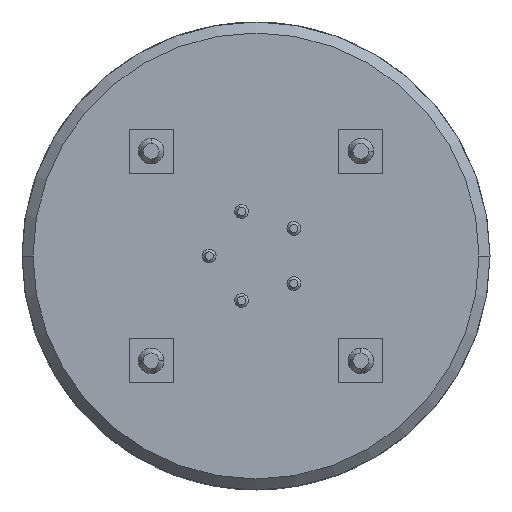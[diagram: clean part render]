
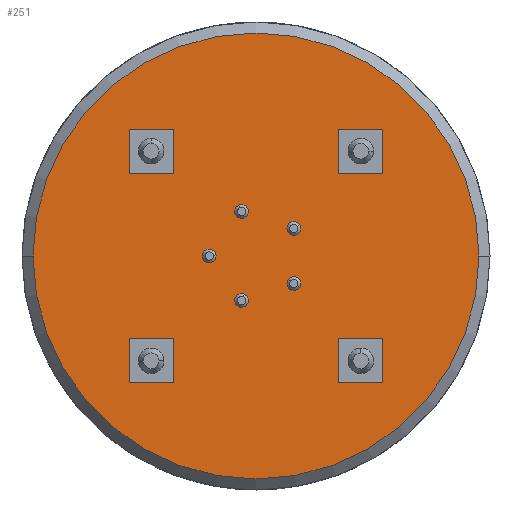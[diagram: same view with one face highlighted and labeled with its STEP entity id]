
A CAD part, left-side view. The second image highlights one B-rep face of the part: STEP entity #251.
In plain terms, the highlighted planar face has unit normal (-1, 0, 0).
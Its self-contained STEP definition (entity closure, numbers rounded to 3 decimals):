
#251=ADVANCED_FACE('',(#570,#571,#572,#573,#574,#575,#576,#577,#578,#579),#580,.T.);
#570=FACE_OUTER_BOUND('',#973,.T.);
#571=FACE_BOUND('',#974,.T.);
#572=FACE_BOUND('',#975,.T.);
#573=FACE_BOUND('',#976,.T.);
#574=FACE_BOUND('',#977,.T.);
#575=FACE_BOUND('',#978,.T.);
#576=FACE_BOUND('',#979,.T.);
#577=FACE_BOUND('',#980,.T.);
#578=FACE_BOUND('',#981,.T.);
#579=FACE_BOUND('',#982,.T.);
#580=PLANE('',#983);
#973=EDGE_LOOP('',(#1635,#1636));
#974=EDGE_LOOP('',(#1637,#1638));
#975=EDGE_LOOP('',(#1639,#1640));
#976=EDGE_LOOP('',(#1641,#1642));
#977=EDGE_LOOP('',(#1643,#1644));
#978=EDGE_LOOP('',(#1645,#1646));
#979=EDGE_LOOP('',(#1647,#1648,#1649,#1650));
#980=EDGE_LOOP('',(#1651,#1652,#1653,#1654));
#981=EDGE_LOOP('',(#1655,#1656,#1657,#1658));
#982=EDGE_LOOP('',(#1659,#1660,#1661,#1662));
#983=AXIS2_PLACEMENT_3D('',#1663,#1664,#1665);
#1635=ORIENTED_EDGE('',*,*,#2357,.F.);
#1636=ORIENTED_EDGE('',*,*,#2453,.F.);
#1637=ORIENTED_EDGE('',*,*,#2285,.F.);
#1638=ORIENTED_EDGE('',*,*,#2455,.F.);
#1639=ORIENTED_EDGE('',*,*,#2295,.F.);
#1640=ORIENTED_EDGE('',*,*,#2456,.F.);
#1641=ORIENTED_EDGE('',*,*,#2305,.F.);
#1642=ORIENTED_EDGE('',*,*,#2457,.F.);
#1643=ORIENTED_EDGE('',*,*,#2315,.F.);
#1644=ORIENTED_EDGE('',*,*,#2458,.F.);
#1645=ORIENTED_EDGE('',*,*,#2325,.F.);
#1646=ORIENTED_EDGE('',*,*,#2459,.F.);
#1647=ORIENTED_EDGE('',*,*,#2460,.T.);
#1648=ORIENTED_EDGE('',*,*,#2461,.T.);
#1649=ORIENTED_EDGE('',*,*,#2462,.T.);
#1650=ORIENTED_EDGE('',*,*,#2463,.T.);
#1651=ORIENTED_EDGE('',*,*,#2464,.T.);
#1652=ORIENTED_EDGE('',*,*,#2465,.T.);
#1653=ORIENTED_EDGE('',*,*,#2466,.T.);
#1654=ORIENTED_EDGE('',*,*,#2467,.T.);
#1655=ORIENTED_EDGE('',*,*,#2468,.T.);
#1656=ORIENTED_EDGE('',*,*,#2469,.T.);
#1657=ORIENTED_EDGE('',*,*,#2470,.T.);
#1658=ORIENTED_EDGE('',*,*,#2471,.T.);
#1659=ORIENTED_EDGE('',*,*,#2472,.T.);
#1660=ORIENTED_EDGE('',*,*,#2473,.T.);
#1661=ORIENTED_EDGE('',*,*,#2474,.T.);
#1662=ORIENTED_EDGE('',*,*,#2475,.T.);
#1663=CARTESIAN_POINT('',(-16.5,8.1,0.0));
#1664=DIRECTION('',(-1.0,0.,0.0));
#1665=DIRECTION('',(0.,1.0,0.0));
#2285=EDGE_CURVE('',#2703,#2699,#2705,.T.);
#2295=EDGE_CURVE('',#2719,#2715,#2721,.T.);
#2305=EDGE_CURVE('',#2735,#2731,#2737,.T.);
#2315=EDGE_CURVE('',#2751,#2747,#2753,.T.);
#2325=EDGE_CURVE('',#2767,#2763,#2769,.T.);
#2357=EDGE_CURVE('',#2820,#2823,#2824,.T.);
#2453=EDGE_CURVE('',#2823,#2820,#2960,.T.);
#2455=EDGE_CURVE('',#2699,#2703,#2962,.T.);
#2456=EDGE_CURVE('',#2715,#2719,#2963,.T.);
#2457=EDGE_CURVE('',#2731,#2735,#2964,.T.);
#2458=EDGE_CURVE('',#2747,#2751,#2965,.T.);
#2459=EDGE_CURVE('',#2763,#2767,#2966,.T.);
#2460=EDGE_CURVE('',#2967,#2968,#2969,.T.);
#2461=EDGE_CURVE('',#2968,#2970,#2971,.T.);
#2462=EDGE_CURVE('',#2970,#2972,#2973,.T.);
#2463=EDGE_CURVE('',#2972,#2967,#2974,.T.);
#2464=EDGE_CURVE('',#2975,#2976,#2977,.T.);
#2465=EDGE_CURVE('',#2976,#2978,#2979,.T.);
#2466=EDGE_CURVE('',#2978,#2980,#2981,.T.);
#2467=EDGE_CURVE('',#2980,#2975,#2982,.T.);
#2468=EDGE_CURVE('',#2983,#2984,#2985,.T.);
#2469=EDGE_CURVE('',#2984,#2986,#2987,.T.);
#2470=EDGE_CURVE('',#2986,#2988,#2989,.T.);
#2471=EDGE_CURVE('',#2988,#2983,#2990,.T.);
#2472=EDGE_CURVE('',#2991,#2992,#2993,.T.);
#2473=EDGE_CURVE('',#2992,#2994,#2995,.T.);
#2474=EDGE_CURVE('',#2994,#2996,#2997,.T.);
#2475=EDGE_CURVE('',#2996,#2991,#2998,.T.);
#2699=VERTEX_POINT('',#3270);
#2703=VERTEX_POINT('',#3275);
#2705=CIRCLE('',#3278,0.25);
#2715=VERTEX_POINT('',#3290);
#2719=VERTEX_POINT('',#3295);
#2721=CIRCLE('',#3298,0.25);
#2731=VERTEX_POINT('',#3310);
#2735=VERTEX_POINT('',#3315);
#2737=CIRCLE('',#3318,0.25);
#2747=VERTEX_POINT('',#3330);
#2751=VERTEX_POINT('',#3335);
#2753=CIRCLE('',#3338,0.25);
#2763=VERTEX_POINT('',#3350);
#2767=VERTEX_POINT('',#3355);
#2769=CIRCLE('',#3358,0.25);
#2820=VERTEX_POINT('',#3415);
#2823=VERTEX_POINT('',#3419);
#2824=CIRCLE('',#3420,8.1);
#2960=CIRCLE('',#3610,8.1);
#2962=CIRCLE('',#3612,0.25);
#2963=CIRCLE('',#3613,0.25);
#2964=CIRCLE('',#3614,0.25);
#2965=CIRCLE('',#3615,0.25);
#2966=CIRCLE('',#3616,0.25);
#2967=VERTEX_POINT('',#3617);
#2968=VERTEX_POINT('',#3618);
#2969=LINE('',#3619,#3620);
#2970=VERTEX_POINT('',#3621);
#2971=LINE('',#3622,#3623);
#2972=VERTEX_POINT('',#3624);
#2973=LINE('',#3625,#3626);
#2974=LINE('',#3627,#3628);
#2975=VERTEX_POINT('',#3629);
#2976=VERTEX_POINT('',#3630);
#2977=LINE('',#3631,#3632);
#2978=VERTEX_POINT('',#3633);
#2979=LINE('',#3634,#3635);
#2980=VERTEX_POINT('',#3636);
#2981=LINE('',#3637,#3638);
#2982=LINE('',#3639,#3640);
#2983=VERTEX_POINT('',#3641);
#2984=VERTEX_POINT('',#3642);
#2985=LINE('',#3643,#3644);
#2986=VERTEX_POINT('',#3645);
#2987=LINE('',#3646,#3647);
#2988=VERTEX_POINT('',#3648);
#2989=LINE('',#3649,#3650);
#2990=LINE('',#3651,#3652);
#2991=VERTEX_POINT('',#3653);
#2992=VERTEX_POINT('',#3654);
#2993=LINE('',#3655,#3656);
#2994=VERTEX_POINT('',#3657);
#2995=LINE('',#3658,#3659);
#2996=VERTEX_POINT('',#3660);
#2997=LINE('',#3661,#3662);
#2998=LINE('',#3663,#3664);
#3270=CARTESIAN_POINT('',(-16.5,0.603,-1.855));
#3275=CARTESIAN_POINT('',(-16.5,0.448,-1.379));
#3278=AXIS2_PLACEMENT_3D('',#4020,#4021,#4022);
#3290=CARTESIAN_POINT('',(-16.5,-1.578,-1.146));
#3295=CARTESIAN_POINT('',(-16.5,-1.173,-0.852));
#3298=AXIS2_PLACEMENT_3D('',#4036,#4037,#4038);
#3310=CARTESIAN_POINT('',(-16.5,-1.578,1.146));
#3315=CARTESIAN_POINT('',(-16.5,-1.173,0.852));
#3318=AXIS2_PLACEMENT_3D('',#4052,#4053,#4054);
#3330=CARTESIAN_POINT('',(-16.5,0.603,1.855));
#3335=CARTESIAN_POINT('',(-16.5,0.448,1.379));
#3338=AXIS2_PLACEMENT_3D('',#4068,#4069,#4070);
#3350=CARTESIAN_POINT('',(-16.5,1.95,0.));
#3355=CARTESIAN_POINT('',(-16.5,1.45,0.));
#3358=AXIS2_PLACEMENT_3D('',#4084,#4085,#4086);
#3415=CARTESIAN_POINT('',(-16.5,8.1,0.0));
#3419=CARTESIAN_POINT('',(-16.5,-8.1,0.));
#3420=AXIS2_PLACEMENT_3D('',#4148,#4149,#4150);
#3610=AXIS2_PLACEMENT_3D('',#4292,#4293,#4294);
#3612=AXIS2_PLACEMENT_3D('',#4295,#4296,#4297);
#3613=AXIS2_PLACEMENT_3D('',#4298,#4299,#4300);
#3614=AXIS2_PLACEMENT_3D('',#4301,#4302,#4303);
#3615=AXIS2_PLACEMENT_3D('',#4304,#4305,#4306);
#3616=AXIS2_PLACEMENT_3D('',#4307,#4308,#4309);
#3617=CARTESIAN_POINT('',(-16.5,-3.01,-4.61));
#3618=CARTESIAN_POINT('',(-16.5,-3.01,-3.01));
#3619=CARTESIAN_POINT('',(-16.5,-3.01,-1.505));
#3620=VECTOR('',#4310,10.0);
#3621=CARTESIAN_POINT('',(-16.5,-4.61,-3.01));
#3622=CARTESIAN_POINT('',(-16.5,1.745,-3.01));
#3623=VECTOR('',#4311,10.0);
#3624=CARTESIAN_POINT('',(-16.5,-4.61,-4.61));
#3625=CARTESIAN_POINT('',(-16.5,-4.61,-2.305));
#3626=VECTOR('',#4312,10.0);
#3627=CARTESIAN_POINT('',(-16.5,2.545,-4.61));
#3628=VECTOR('',#4313,10.0);
#3629=CARTESIAN_POINT('',(-16.5,-4.61,3.01));
#3630=CARTESIAN_POINT('',(-16.5,-3.01,3.01));
#3631=CARTESIAN_POINT('',(-16.5,2.545,3.01));
#3632=VECTOR('',#4314,10.0);
#3633=CARTESIAN_POINT('',(-16.5,-3.01,4.61));
#3634=CARTESIAN_POINT('',(-16.5,-3.01,2.305));
#3635=VECTOR('',#4315,10.0);
#3636=CARTESIAN_POINT('',(-16.5,-4.61,4.61));
#3637=CARTESIAN_POINT('',(-16.5,1.745,4.61));
#3638=VECTOR('',#4316,10.0);
#3639=CARTESIAN_POINT('',(-16.5,-4.61,1.505));
#3640=VECTOR('',#4317,10.0);
#3641=CARTESIAN_POINT('',(-16.5,3.01,4.61));
#3642=CARTESIAN_POINT('',(-16.5,3.01,3.01));
#3643=CARTESIAN_POINT('',(-16.5,3.01,1.505));
#3644=VECTOR('',#4318,10.0);
#3645=CARTESIAN_POINT('',(-16.5,4.61,3.01));
#3646=CARTESIAN_POINT('',(-16.5,6.355,3.01));
#3647=VECTOR('',#4319,10.0);
#3648=CARTESIAN_POINT('',(-16.5,4.61,4.61));
#3649=CARTESIAN_POINT('',(-16.5,4.61,2.305));
#3650=VECTOR('',#4320,10.0);
#3651=CARTESIAN_POINT('',(-16.5,5.555,4.61));
#3652=VECTOR('',#4321,10.0);
#3653=CARTESIAN_POINT('',(-16.5,4.61,-3.01));
#3654=CARTESIAN_POINT('',(-16.5,3.01,-3.01));
#3655=CARTESIAN_POINT('',(-16.5,5.555,-3.01));
#3656=VECTOR('',#4322,10.0);
#3657=CARTESIAN_POINT('',(-16.5,3.01,-4.61));
#3658=CARTESIAN_POINT('',(-16.5,3.01,-2.305));
#3659=VECTOR('',#4323,10.0);
#3660=CARTESIAN_POINT('',(-16.5,4.61,-4.61));
#3661=CARTESIAN_POINT('',(-16.5,6.355,-4.61));
#3662=VECTOR('',#4324,10.0);
#3663=CARTESIAN_POINT('',(-16.5,4.61,-1.505));
#3664=VECTOR('',#4325,10.0);
#4020=CARTESIAN_POINT('',(-16.5,0.525,-1.617));
#4021=DIRECTION('',(-1.0,0.,0.));
#4022=DIRECTION('',(0.,0.309,-0.951));
#4036=CARTESIAN_POINT('',(-16.5,-1.375,-0.999));
#4037=DIRECTION('',(-1.0,0.,0.));
#4038=DIRECTION('',(0.,-0.809,-0.588));
#4052=CARTESIAN_POINT('',(-16.5,-1.375,0.999));
#4053=DIRECTION('',(-1.0,0.,0.));
#4054=DIRECTION('',(0.,-0.809,0.588));
#4068=CARTESIAN_POINT('',(-16.5,0.525,1.617));
#4069=DIRECTION('',(-1.0,0.,0.));
#4070=DIRECTION('',(0.,0.309,0.951));
#4084=CARTESIAN_POINT('',(-16.5,1.7,0.));
#4085=DIRECTION('',(-1.0,0.,0.));
#4086=DIRECTION('',(0.,1.0,0.));
#4148=CARTESIAN_POINT('',(-16.5,0.,0.0));
#4149=DIRECTION('',(1.0,0.,0.0));
#4150=DIRECTION('',(0.0,0.0,-1.0));
#4292=CARTESIAN_POINT('',(-16.5,0.,0.0));
#4293=DIRECTION('',(1.0,0.,0.0));
#4294=DIRECTION('',(0.0,0.0,-1.0));
#4295=CARTESIAN_POINT('',(-16.5,0.525,-1.617));
#4296=DIRECTION('',(-1.0,0.,0.));
#4297=DIRECTION('',(0.,0.309,-0.951));
#4298=CARTESIAN_POINT('',(-16.5,-1.375,-0.999));
#4299=DIRECTION('',(-1.0,0.,0.));
#4300=DIRECTION('',(0.,-0.809,-0.588));
#4301=CARTESIAN_POINT('',(-16.5,-1.375,0.999));
#4302=DIRECTION('',(-1.0,0.,0.));
#4303=DIRECTION('',(0.,-0.809,0.588));
#4304=CARTESIAN_POINT('',(-16.5,0.525,1.617));
#4305=DIRECTION('',(-1.0,0.,0.));
#4306=DIRECTION('',(0.,0.309,0.951));
#4307=CARTESIAN_POINT('',(-16.5,1.7,0.));
#4308=DIRECTION('',(-1.0,0.,0.));
#4309=DIRECTION('',(0.,1.0,0.));
#4310=DIRECTION('',(0.,0.,1.0));
#4311=DIRECTION('',(0.,-1.0,0.));
#4312=DIRECTION('',(0.,0.,-1.0));
#4313=DIRECTION('',(0.,1.0,0.));
#4314=DIRECTION('',(0.,1.0,0.));
#4315=DIRECTION('',(0.,0.,1.0));
#4316=DIRECTION('',(0.,-1.0,0.));
#4317=DIRECTION('',(0.,0.,-1.0));
#4318=DIRECTION('',(0.,0.,-1.0));
#4319=DIRECTION('',(0.,1.0,0.));
#4320=DIRECTION('',(0.,0.,1.0));
#4321=DIRECTION('',(0.,-1.0,0.));
#4322=DIRECTION('',(0.,-1.0,0.0));
#4323=DIRECTION('',(0.0,0.0,-1.0));
#4324=DIRECTION('',(0.,1.0,0.0));
#4325=DIRECTION('',(0.0,0.0,1.0));
